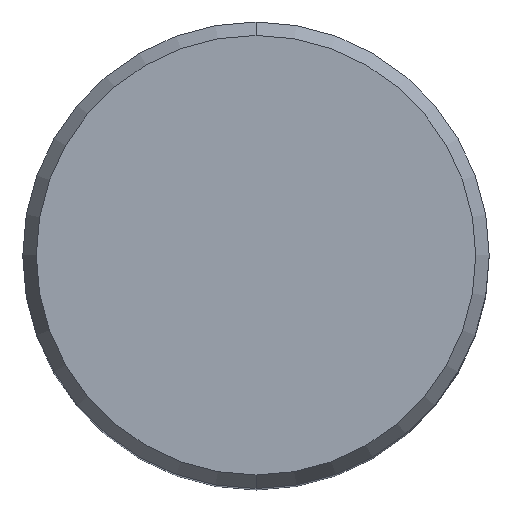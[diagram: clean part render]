
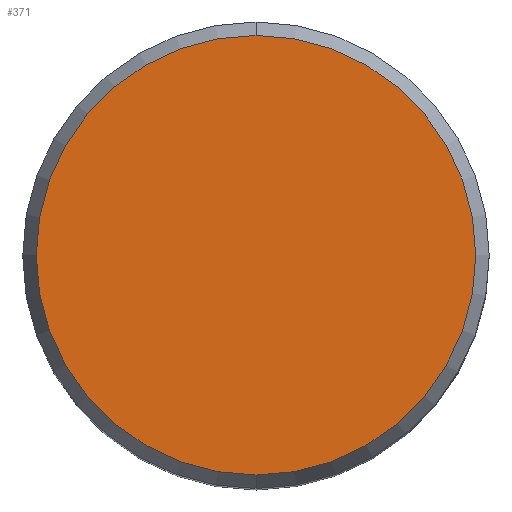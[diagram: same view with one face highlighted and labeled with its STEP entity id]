
A CAD part, top view. The second image highlights one B-rep face of the part: STEP entity #371.
In plain terms, the highlighted planar face has unit normal (0, 0, 1).
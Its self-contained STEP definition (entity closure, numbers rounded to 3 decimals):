
#187=EDGE_CURVE('',#417,#229,#478,.T.);
#229=VERTEX_POINT('',#523);
#371=ADVANCED_FACE('',(#683),#684,.T.);
#405=EDGE_CURVE('',#229,#417,#720,.T.);
#417=VERTEX_POINT('',#733);
#478=CIRCLE('',#861,15.076);
#523=CARTESIAN_POINT('',(0.,-15.076,0.0));
#683=FACE_OUTER_BOUND('',#1330,.T.);
#684=PLANE('',#1331);
#720=CIRCLE('',#1435,15.076);
#733=CARTESIAN_POINT('',(0.0,15.076,0.0));
#861=AXIS2_PLACEMENT_3D('',#1542,#1543,#1544);
#1330=EDGE_LOOP('',(#1801,#1802));
#1331=AXIS2_PLACEMENT_3D('',#1803,#1804,#1805);
#1435=AXIS2_PLACEMENT_3D('',#1838,#1839,#1840);
#1542=CARTESIAN_POINT('',(0.0,0.0,0.0));
#1543=DIRECTION('',(0.0,0.0,-1.0));
#1544=DIRECTION('',(0.0,1.0,0.0));
#1801=ORIENTED_EDGE('',*,*,#187,.F.);
#1802=ORIENTED_EDGE('',*,*,#405,.F.);
#1803=CARTESIAN_POINT('',(0.0,7.538,0.0));
#1804=DIRECTION('',(-0.0,0.0,1.0));
#1805=DIRECTION('',(0.0,-1.0,0.0));
#1838=CARTESIAN_POINT('',(0.0,0.0,0.0));
#1839=DIRECTION('',(0.0,0.0,-1.0));
#1840=DIRECTION('',(0.0,1.0,0.0));
